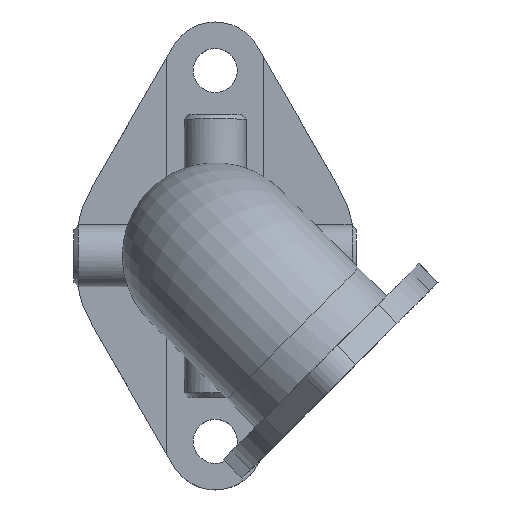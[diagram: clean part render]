
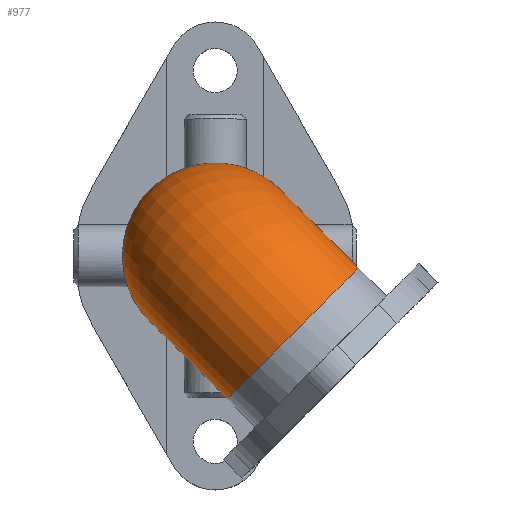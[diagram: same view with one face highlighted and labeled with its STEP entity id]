
A CAD part, top view. The second image highlights one B-rep face of the part: STEP entity #977.
In plain terms, the highlighted toroidal (fillet/blend) face has major radius 25 mm and minor radius 21 mm.
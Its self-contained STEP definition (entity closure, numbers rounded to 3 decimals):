
#14=TOROIDAL_SURFACE('',#1078,25.,21.);
#233=FACE_BOUND('',#370,.T.);
#283=FACE_OUTER_BOUND('',#369,.T.);
#369=EDGE_LOOP('',(#799));
#370=EDGE_LOOP('',(#800));
#439=CIRCLE('',#1066,21.);
#447=CIRCLE('',#1077,21.);
#513=VERTEX_POINT('',#1812);
#525=VERTEX_POINT('',#1839);
#619=EDGE_CURVE('',#513,#513,#439,.T.);
#631=EDGE_CURVE('',#525,#525,#447,.T.);
#799=ORIENTED_EDGE('',*,*,#631,.T.);
#800=ORIENTED_EDGE('',*,*,#619,.F.);
#977=ADVANCED_FACE('',(#283,#233),#14,.T.);
#1066=AXIS2_PLACEMENT_3D('',#1813,#1267,#1268);
#1077=AXIS2_PLACEMENT_3D('',#1840,#1293,#1294);
#1078=AXIS2_PLACEMENT_3D('',#1841,#1295,#1296);
#1267=DIRECTION('center_axis',(0.,0.,-1.));
#1268=DIRECTION('ref_axis',(-1.,0.,0.));
#1293=DIRECTION('center_axis',(-0.707,0.707,0.));
#1294=DIRECTION('ref_axis',(-0.5,-0.5,0.707));
#1295=DIRECTION('center_axis',(0.707,0.707,0.));
#1296=DIRECTION('ref_axis',(0.,0.,-1.));
#1812=CARTESIAN_POINT('',(21.,0.,60.));
#1813=CARTESIAN_POINT('Origin',(0.,0.,
60.));
#1839=CARTESIAN_POINT('',(28.178,-7.178,70.151));
#1840=CARTESIAN_POINT('Origin',(17.678,-17.678,85.));
#1841=CARTESIAN_POINT('Origin',(17.678,-17.678,60.));
